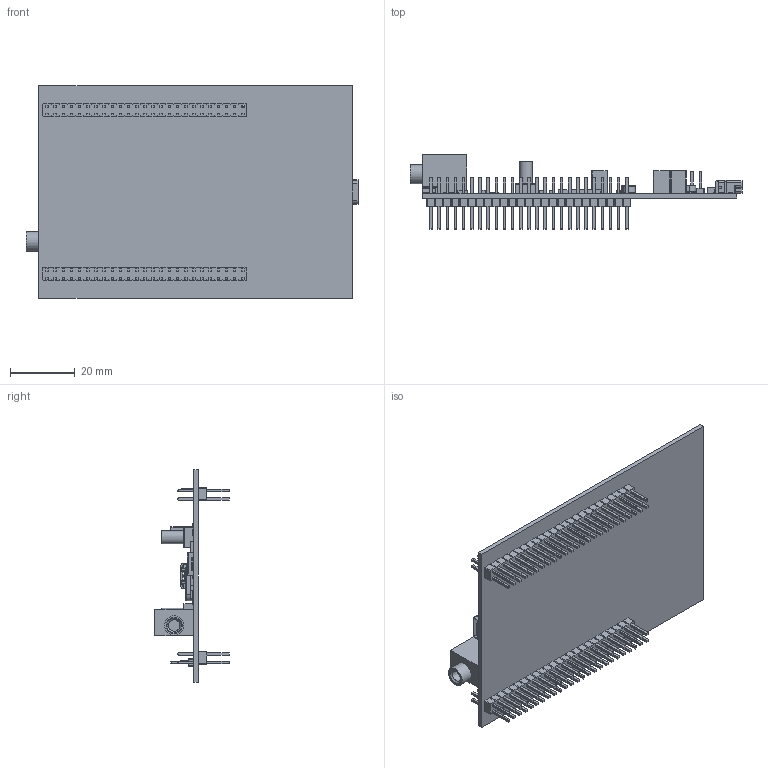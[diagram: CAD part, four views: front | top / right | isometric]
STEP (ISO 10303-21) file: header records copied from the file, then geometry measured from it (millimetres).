
FILE_DESCRIPTION(('HOOPS Exchange Step'),'2;1');
FILE_NAME('3fc2be1e8e8736040984e58b6eb7af1020210307-1-qwhpvu.SLDPRT.step','2021-03-07T00:00:45+00:00',('root'),('Unknown organisation'),'HOOPS Exchange 2021.0','HOOPS Exchange','Unknown authorisation');
FILE_SCHEMA( ('AP203_CONFIGURATION_CONTROLLED_3D_DESIGN_OF_MECHANICAL_PARTS_AND_ASSEMBLIES_MIM_LF') );
Length unit declared in the file: millimetre
Products named in the file (2): Default; 3fc2be1e8e8736040984e58b6eb7af1020210307-1-qwhpvu
Assembly tree (1 placements, depth 2):
  3fc2be1e8e8736040984e58b6eb7af1020210307-1-qwhpvu
    Default
Bounding box: 102.57 x 23 x 65.5 mm (x, y, z)
Volume: 14254.4 mm3; surface area: 20383.7 mm2
Topology: 2 solids, 3 shells, 2524 faces, 6320 edges, 4030 vertices
Faces by surface type: plane 2361, cylinder 122, bspline 18, torus 12, cone 11
Full cylindrical faces by diameter (mm): 3.5 x1, 4 x2, 5 x1, 5.02 x1, 6 x1
Entity records: 74610 total; most frequent: CARTESIAN_POINT 13663, ORIENTED_EDGE 12640, DIRECTION 11560, EDGE_CURVE 6320, VECTOR 6006, LINE 6006, VERTEX_POINT 4030, EDGE_LOOP 2780
